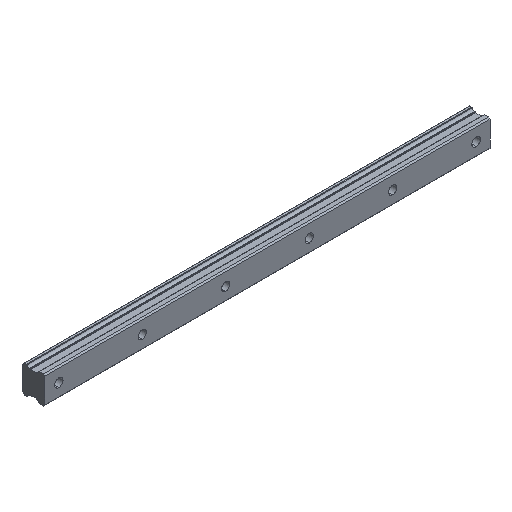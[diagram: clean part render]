
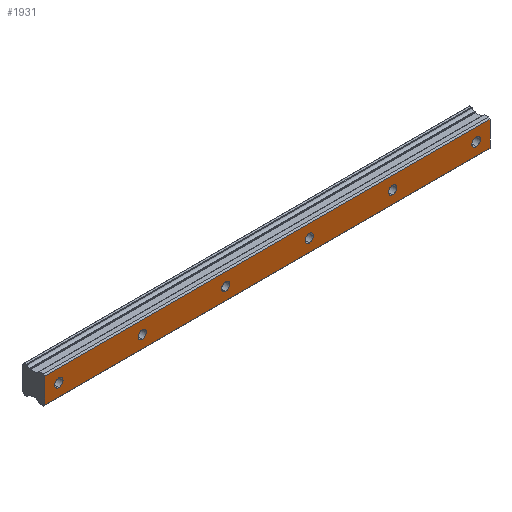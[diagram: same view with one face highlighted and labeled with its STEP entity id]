
A CAD part, isometric view. The second image highlights one B-rep face of the part: STEP entity #1931.
In plain terms, the highlighted planar face has unit normal (0, -1, 0).
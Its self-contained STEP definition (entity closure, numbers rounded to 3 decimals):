
#13 = EDGE_CURVE ( 'NONE', #498, #1488, #1983, .T. ) ;
#22 = VERTEX_POINT ( 'NONE', #1336 ) ;
#27 = ORIENTED_EDGE ( 'NONE', *, *, #1920, .F. ) ;
#43 = AXIS2_PLACEMENT_3D ( 'NONE', #1020, #859, #1163 ) ;
#54 = CARTESIAN_POINT ( 'NONE',  ( 240., 0., 3. ) ) ;
#61 = LINE ( 'NONE', #1015, #1916 ) ;
#152 = LINE ( 'NONE', #1352, #1642 ) ;
#158 = ORIENTED_EDGE ( 'NONE', *, *, #1874, .F. ) ;
#184 = AXIS2_PLACEMENT_3D ( 'NONE', #298, #1618, #974 ) ;
#191 = CARTESIAN_POINT ( 'NONE',  ( 120., 0., 0. ) ) ;
#192 = EDGE_CURVE ( 'NONE', #1779, #1158, #953, .T. ) ;
#205 = ORIENTED_EDGE ( 'NONE', *, *, #328, .F. ) ;
#209 = DIRECTION ( 'NONE',  ( 0., 0., 1. ) ) ;
#246 = ORIENTED_EDGE ( 'NONE', *, *, #504, .F. ) ;
#283 = DIRECTION ( 'NONE',  ( 0., -1., 0. ) ) ;
#289 = AXIS2_PLACEMENT_3D ( 'NONE', #617, #283, #989 ) ;
#298 = CARTESIAN_POINT ( 'NONE',  ( 180., 0., 0. ) ) ;
#321 = AXIS2_PLACEMENT_3D ( 'NONE', #675, #1039, #2028 ) ;
#322 = FACE_BOUND ( 'NONE', #1226, .T. ) ;
#327 = DIRECTION ( 'NONE',  ( 0., 0., 1. ) ) ;
#328 = EDGE_CURVE ( 'NONE', #1325, #735, #607, .T. ) ;
#332 = ORIENTED_EDGE ( 'NONE', *, *, #556, .F. ) ;
#334 = DIRECTION ( 'NONE',  ( 0., -1., 0. ) ) ;
#344 = PLANE ( 'NONE',  #43 ) ;
#390 = ORIENTED_EDGE ( 'NONE', *, *, #1126, .F. ) ;
#426 = CARTESIAN_POINT ( 'NONE',  ( 60., 0., -3. ) ) ;
#433 = EDGE_LOOP ( 'NONE', ( #450, #1714 ) ) ;
#450 = ORIENTED_EDGE ( 'NONE', *, *, #1787, .F. ) ;
#452 = CARTESIAN_POINT ( 'NONE',  ( 240., 0., -3. ) ) ;
#462 = CIRCLE ( 'NONE', #1814, 3. ) ;
#473 = ORIENTED_EDGE ( 'NONE', *, *, #1544, .F. ) ;
#474 = FACE_BOUND ( 'NONE', #670, .T. ) ;
#476 = LINE ( 'NONE', #1022, #956 ) ;
#483 = FACE_OUTER_BOUND ( 'NONE', #791, .T. ) ;
#484 = CARTESIAN_POINT ( 'NONE',  ( 300., 0., 3. ) ) ;
#496 = CIRCLE ( 'NONE', #1992, 3. ) ;
#498 = VERTEX_POINT ( 'NONE', #1651 ) ;
#504 = EDGE_CURVE ( 'NONE', #1682, #934, #1798, .T. ) ;
#525 = DIRECTION ( 'NONE',  ( 0., -1., 0. ) ) ;
#526 = CARTESIAN_POINT ( 'NONE',  ( 0., 0., 3. ) ) ;
#527 = DIRECTION ( 'NONE',  ( 0., 0., 1. ) ) ;
#556 = EDGE_CURVE ( 'NONE', #934, #911, #476, .T. ) ;
#563 = CARTESIAN_POINT ( 'NONE',  ( 120., 0., 0. ) ) ;
#607 = CIRCLE ( 'NONE', #1840, 3. ) ;
#612 = VECTOR ( 'NONE', #1304, 1000. ) ;
#615 = AXIS2_PLACEMENT_3D ( 'NONE', #1387, #1021, #860 ) ;
#617 = CARTESIAN_POINT ( 'NONE',  ( 300., 0., 0. ) ) ;
#648 = VERTEX_POINT ( 'NONE', #709 ) ;
#670 = EDGE_LOOP ( 'NONE', ( #473, #205 ) ) ;
#672 = CARTESIAN_POINT ( 'NONE',  ( 120., 0., -3. ) ) ;
#675 = CARTESIAN_POINT ( 'NONE',  ( 300., 0., 0. ) ) ;
#678 = AXIS2_PLACEMENT_3D ( 'NONE', #2166, #1786, #1293 ) ;
#709 = CARTESIAN_POINT ( 'NONE',  ( 180., 0., 3. ) ) ;
#735 = VERTEX_POINT ( 'NONE', #2058 ) ;
#791 = EDGE_LOOP ( 'NONE', ( #246, #1110, #2077, #332 ) ) ;
#796 = CARTESIAN_POINT ( 'NONE',  ( 180., 0., 0. ) ) ;
#808 = AXIS2_PLACEMENT_3D ( 'NONE', #1185, #1849, #327 ) ;
#813 = AXIS2_PLACEMENT_3D ( 'NONE', #796, #1984, #1479 ) ;
#859 = DIRECTION ( 'NONE',  ( 0., 1., 0. ) ) ;
#860 = DIRECTION ( 'NONE',  ( 0., 0., 1. ) ) ;
#885 = DIRECTION ( 'NONE',  ( 0., 0., 1. ) ) ;
#895 = CIRCLE ( 'NONE', #615, 3. ) ;
#911 = VERTEX_POINT ( 'NONE', #1739 ) ;
#921 = VERTEX_POINT ( 'NONE', #1763 ) ;
#932 = VERTEX_POINT ( 'NONE', #54 ) ;
#934 = VERTEX_POINT ( 'NONE', #1066 ) ;
#953 = CIRCLE ( 'NONE', #808, 3. ) ;
#956 = VECTOR ( 'NONE', #527, 1000. ) ;
#974 = DIRECTION ( 'NONE',  ( 0., 0., 1. ) ) ;
#989 = DIRECTION ( 'NONE',  ( 0., 0., 1. ) ) ;
#1011 = DIRECTION ( 'NONE',  ( 0., -1., 0. ) ) ;
#1015 = CARTESIAN_POINT ( 'NONE',  ( 310., 0., 9. ) ) ;
#1020 = CARTESIAN_POINT ( 'NONE',  ( 310., 0., 9. ) ) ;
#1021 = DIRECTION ( 'NONE',  ( 0., -1., 0. ) ) ;
#1022 = CARTESIAN_POINT ( 'NONE',  ( -10., 0., 9. ) ) ;
#1029 = CIRCLE ( 'NONE', #813, 3. ) ;
#1039 = DIRECTION ( 'NONE',  ( 0., -1., 0. ) ) ;
#1044 = ORIENTED_EDGE ( 'NONE', *, *, #1626, .F. ) ;
#1066 = CARTESIAN_POINT ( 'NONE',  ( -10., 0., -9. ) ) ;
#1108 = CARTESIAN_POINT ( 'NONE',  ( 310., 0., -9. ) ) ;
#1110 = ORIENTED_EDGE ( 'NONE', *, *, #1252, .F. ) ;
#1126 = EDGE_CURVE ( 'NONE', #648, #22, #1029, .T. ) ;
#1135 = CARTESIAN_POINT ( 'NONE',  ( 60., 0., 0. ) ) ;
#1158 = VERTEX_POINT ( 'NONE', #1537 ) ;
#1163 = DIRECTION ( 'NONE',  ( 0., 0., 1. ) ) ;
#1174 = CIRCLE ( 'NONE', #321, 3. ) ;
#1181 = DIRECTION ( 'NONE',  ( 0., -1., 0. ) ) ;
#1185 = CARTESIAN_POINT ( 'NONE',  ( 0., 0., 0. ) ) ;
#1205 = CARTESIAN_POINT ( 'NONE',  ( 120., 0., 3. ) ) ;
#1207 = DIRECTION ( 'NONE',  ( 0., 0., 1. ) ) ;
#1218 = AXIS2_PLACEMENT_3D ( 'NONE', #1708, #334, #209 ) ;
#1226 = EDGE_LOOP ( 'NONE', ( #1545, #27 ) ) ;
#1243 = DIRECTION ( 'NONE',  ( 0., 0., 1. ) ) ;
#1248 = CARTESIAN_POINT ( 'NONE',  ( 60., 0., 0. ) ) ;
#1252 = EDGE_CURVE ( 'NONE', #921, #1682, #61, .T. ) ;
#1281 = ORIENTED_EDGE ( 'NONE', *, *, #1623, .F. ) ;
#1293 = DIRECTION ( 'NONE',  ( 0., 0., 1. ) ) ;
#1304 = DIRECTION ( 'NONE',  ( -1., 0., 0. ) ) ;
#1325 = VERTEX_POINT ( 'NONE', #426 ) ;
#1336 = CARTESIAN_POINT ( 'NONE',  ( 180., 0., -3. ) ) ;
#1352 = CARTESIAN_POINT ( 'NONE',  ( 310., 0., 9. ) ) ;
#1360 = CIRCLE ( 'NONE', #2165, 3. ) ;
#1387 = CARTESIAN_POINT ( 'NONE',  ( 240., 0., 0. ) ) ;
#1425 = EDGE_LOOP ( 'NONE', ( #390, #158 ) ) ;
#1429 = CIRCLE ( 'NONE', #678, 3. ) ;
#1479 = DIRECTION ( 'NONE',  ( 0., 0., 1. ) ) ;
#1488 = VERTEX_POINT ( 'NONE', #484 ) ;
#1502 = DIRECTION ( 'NONE',  ( 0., 0., 1. ) ) ;
#1504 = EDGE_LOOP ( 'NONE', ( #1632, #1044 ) ) ;
#1531 = VERTEX_POINT ( 'NONE', #672 ) ;
#1537 = CARTESIAN_POINT ( 'NONE',  ( 0., 0., -3. ) ) ;
#1544 = EDGE_CURVE ( 'NONE', #735, #1325, #462, .T. ) ;
#1545 = ORIENTED_EDGE ( 'NONE', *, *, #192, .F. ) ;
#1559 = EDGE_CURVE ( 'NONE', #911, #921, #152, .T. ) ;
#1567 = ORIENTED_EDGE ( 'NONE', *, *, #1659, .F. ) ;
#1607 = EDGE_LOOP ( 'NONE', ( #1281, #1567 ) ) ;
#1618 = DIRECTION ( 'NONE',  ( 0., -1., 0. ) ) ;
#1623 = EDGE_CURVE ( 'NONE', #1941, #1531, #496, .T. ) ;
#1626 = EDGE_CURVE ( 'NONE', #2192, #932, #1751, .T. ) ;
#1632 = ORIENTED_EDGE ( 'NONE', *, *, #1725, .F. ) ;
#1642 = VECTOR ( 'NONE', #1650, 1000. ) ;
#1650 = DIRECTION ( 'NONE',  ( 1., 0., 0. ) ) ;
#1651 = CARTESIAN_POINT ( 'NONE',  ( 300., 0., -3. ) ) ;
#1659 = EDGE_CURVE ( 'NONE', #1531, #1941, #1360, .T. ) ;
#1668 = FACE_BOUND ( 'NONE', #433, .T. ) ;
#1682 = VERTEX_POINT ( 'NONE', #2036 ) ;
#1683 = FACE_BOUND ( 'NONE', #1425, .T. ) ;
#1708 = CARTESIAN_POINT ( 'NONE',  ( 240., 0., 0. ) ) ;
#1714 = ORIENTED_EDGE ( 'NONE', *, *, #13, .F. ) ;
#1725 = EDGE_CURVE ( 'NONE', #932, #2192, #895, .T. ) ;
#1739 = CARTESIAN_POINT ( 'NONE',  ( -10., 0., 9. ) ) ;
#1751 = CIRCLE ( 'NONE', #1218, 3. ) ;
#1763 = CARTESIAN_POINT ( 'NONE',  ( 310., 0., 9. ) ) ;
#1770 = DIRECTION ( 'NONE',  ( 0., -1., 0. ) ) ;
#1779 = VERTEX_POINT ( 'NONE', #526 ) ;
#1786 = DIRECTION ( 'NONE',  ( 0., -1., 0. ) ) ;
#1787 = EDGE_CURVE ( 'NONE', #1488, #498, #1174, .T. ) ;
#1798 = LINE ( 'NONE', #1108, #612 ) ;
#1814 = AXIS2_PLACEMENT_3D ( 'NONE', #1135, #1181, #1502 ) ;
#1840 = AXIS2_PLACEMENT_3D ( 'NONE', #1248, #1770, #885 ) ;
#1849 = DIRECTION ( 'NONE',  ( 0., -1., 0. ) ) ;
#1865 = FACE_BOUND ( 'NONE', #1607, .T. ) ;
#1874 = EDGE_CURVE ( 'NONE', #22, #648, #2159, .T. ) ;
#1916 = VECTOR ( 'NONE', #2017, 1000. ) ;
#1920 = EDGE_CURVE ( 'NONE', #1158, #1779, #1429, .T. ) ;
#1931 = ADVANCED_FACE ( 'NONE', ( #483, #322, #1668, #2044, #1683, #1865, #474 ), #344, .F. ) ;
#1941 = VERTEX_POINT ( 'NONE', #1205 ) ;
#1983 = CIRCLE ( 'NONE', #289, 3. ) ;
#1984 = DIRECTION ( 'NONE',  ( 0., -1., 0. ) ) ;
#1992 = AXIS2_PLACEMENT_3D ( 'NONE', #563, #525, #1243 ) ;
#2017 = DIRECTION ( 'NONE',  ( 0., 0., -1. ) ) ;
#2028 = DIRECTION ( 'NONE',  ( 0., 0., 1. ) ) ;
#2036 = CARTESIAN_POINT ( 'NONE',  ( 310., 0., -9. ) ) ;
#2044 = FACE_BOUND ( 'NONE', #1504, .T. ) ;
#2058 = CARTESIAN_POINT ( 'NONE',  ( 60., 0., 3. ) ) ;
#2077 = ORIENTED_EDGE ( 'NONE', *, *, #1559, .F. ) ;
#2159 = CIRCLE ( 'NONE', #184, 3. ) ;
#2165 = AXIS2_PLACEMENT_3D ( 'NONE', #191, #1011, #1207 ) ;
#2166 = CARTESIAN_POINT ( 'NONE',  ( 0., 0., 0. ) ) ;
#2192 = VERTEX_POINT ( 'NONE', #452 ) ;
